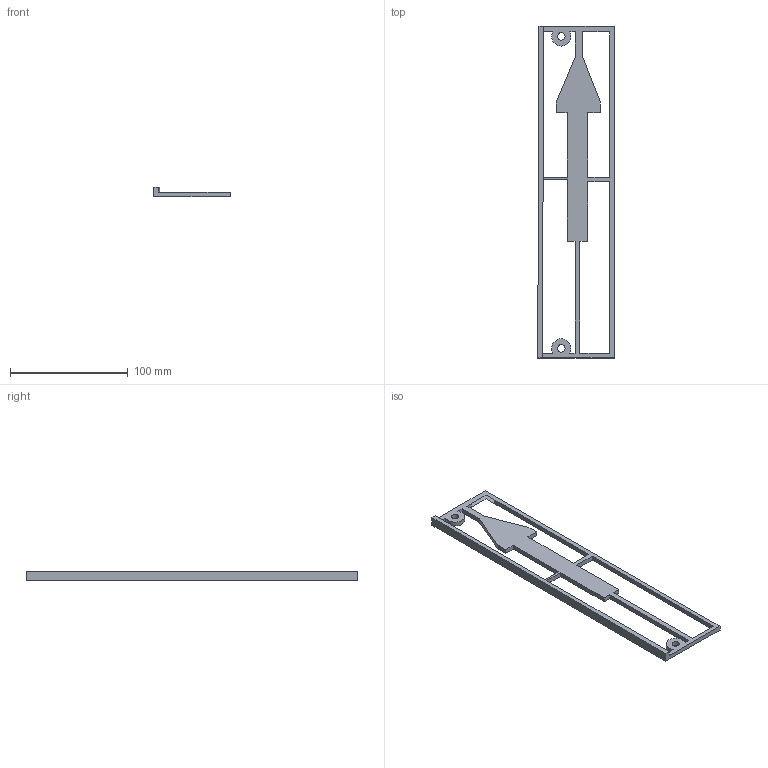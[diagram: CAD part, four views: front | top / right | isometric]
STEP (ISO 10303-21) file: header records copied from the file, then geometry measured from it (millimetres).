
FILE_DESCRIPTION(('HOOPS Exchange Step'),'2;1');
FILE_NAME('temp_export','2024-06-20T07:24:22+02:00',('Hacked'),('Shapr3D Limited'),'HOOPS Exchange 2024.2','Shapr3D','Authorized');
FILE_SCHEMA( ('AUTOMOTIVE_DESIGN { 1 0 10303 214 1 1 1 1 }') );
Length unit declared in the file: millimetre
Products named in the file (8): temp_import.step; root
Assembly tree (7 placements, depth 6):
  root
    temp_import.step
      temp_import.step
        temp_import.step
          temp_import.step
        temp_import.step
          temp_import.step
            temp_import.step
Bounding box: 64.99 x 282 x 8 mm (x, y, z)
Surface area: 25321 mm2 (no closed solid volume)
Topology: 0 solids, 1 shells, 191 faces, 548 edges, 366 vertices
Faces by surface type: plane 107, bspline 78, cylinder 6
Full cylindrical faces by diameter (mm): 6.4 x2
Entity records: 8414 total; most frequent: CARTESIAN_POINT 3721, ORIENTED_EDGE 1084, DIRECTION 649, EDGE_CURVE 547, VECTOR 375, LINE 375, VERTEX_POINT 366, EDGE_LOOP 213
